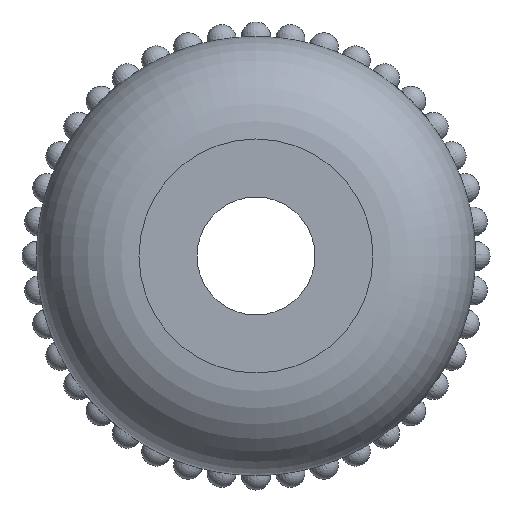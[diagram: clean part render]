
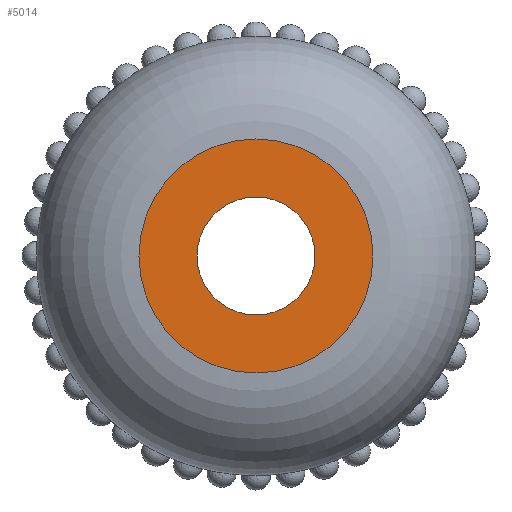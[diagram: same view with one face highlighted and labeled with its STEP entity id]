
A CAD part, front view. The second image highlights one B-rep face of the part: STEP entity #5014.
In plain terms, the highlighted planar face has unit normal (0, -1, 0).
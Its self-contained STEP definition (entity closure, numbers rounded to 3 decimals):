
#260=FACE_BOUND('',#725,.T.);
#265=PLANE('',#5392);
#351=FACE_OUTER_BOUND('',#724,.T.);
#724=EDGE_LOOP('',(#3248));
#725=EDGE_LOOP('',(#3249));
#1751=CIRCLE('',#5390,2.017);
#1753=CIRCLE('',#5393,4.);
#2048=VERTEX_POINT('',#7728);
#2050=VERTEX_POINT('',#7734);
#2462=EDGE_CURVE('',#2048,#2048,#1751,.T.);
#2465=EDGE_CURVE('',#2050,#2050,#1753,.T.);
#3248=ORIENTED_EDGE('',*,*,#2465,.F.);
#3249=ORIENTED_EDGE('',*,*,#2462,.T.);
#5014=ADVANCED_FACE('',(#351,#260),#265,.F.);
#5390=AXIS2_PLACEMENT_3D('',#7729,#6063,#6064);
#5392=AXIS2_PLACEMENT_3D('',#7733,#6068,#6069);
#5393=AXIS2_PLACEMENT_3D('',#7735,#6070,#6071);
#6063=DIRECTION('center_axis',(0.,1.,0.));
#6064=DIRECTION('ref_axis',(1.,0.,0.));
#6068=DIRECTION('center_axis',(0.,1.,0.));
#6069=DIRECTION('ref_axis',(1.,0.,0.));
#6070=DIRECTION('center_axis',(0.,1.,0.));
#6071=DIRECTION('ref_axis',(1.,0.,0.));
#7728=CARTESIAN_POINT('',(-2.017,0.,0.));
#7729=CARTESIAN_POINT('Origin',(0.,0.,0.));
#7733=CARTESIAN_POINT('Origin',(0.,0.,0.));
#7734=CARTESIAN_POINT('',(0.,0.,-4.));
#7735=CARTESIAN_POINT('Origin',(0.,0.,0.));
